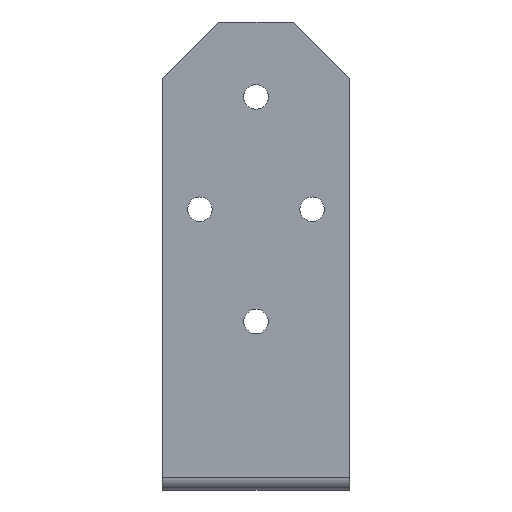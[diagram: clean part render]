
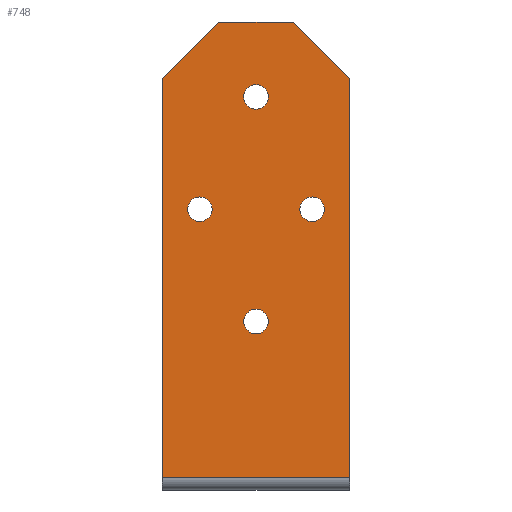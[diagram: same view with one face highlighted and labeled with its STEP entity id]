
A CAD part, left-side view. The second image highlights one B-rep face of the part: STEP entity #748.
In plain terms, the highlighted planar face has unit normal (-1, 0, 0).
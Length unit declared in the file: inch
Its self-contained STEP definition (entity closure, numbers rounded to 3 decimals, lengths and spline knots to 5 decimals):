
#3 = ORIENTED_EDGE ( 'NONE', *, *, #13, .F. ) ;
#10 = CARTESIAN_POINT ( 'NONE',  ( -0.055, -0.25, 3.07 ) ) ;
#13 = EDGE_CURVE ( 'NONE', #435, #1039, #1047, .T. ) ;
#20 = VERTEX_POINT ( 'NONE', #578 ) ;
#25 = DIRECTION ( 'NONE',  ( 0., 0., -1. ) ) ;
#34 = VERTEX_POINT ( 'NONE', #928 ) ;
#40 = CARTESIAN_POINT ( 'NONE',  ( -0.055, -0.625, -0.055 ) ) ;
#41 = EDGE_CURVE ( 'NONE', #729, #664, #620, .T. ) ;
#42 = AXIS2_PLACEMENT_3D ( 'NONE', #490, #1061, #482 ) ;
#70 = EDGE_CURVE ( 'NONE', #1039, #435, #553, .T. ) ;
#74 = DIRECTION ( 'NONE',  ( 0., 0., -1. ) ) ;
#77 = EDGE_CURVE ( 'NONE', #608, #705, #685, .T. ) ;
#90 = AXIS2_PLACEMENT_3D ( 'NONE', #719, #801, #25 ) ;
#130 = DIRECTION ( 'NONE',  ( 0., 0., -1. ) ) ;
#131 = DIRECTION ( 'NONE',  ( -1., 0., 0. ) ) ;
#150 = CIRCLE ( 'NONE', #42, 0.082 ) ;
#154 = DIRECTION ( 'NONE',  ( -1., 0., 0. ) ) ;
#162 = EDGE_CURVE ( 'NONE', #744, #614, #1033, .T. ) ;
#167 = ORIENTED_EDGE ( 'NONE', *, *, #781, .F. ) ;
#178 = FACE_BOUND ( 'NONE', #353, .T. ) ;
#201 = DIRECTION ( 'NONE',  ( 1., 0., 0. ) ) ;
#210 = ORIENTED_EDGE ( 'NONE', *, *, #77, .T. ) ;
#213 = VERTEX_POINT ( 'NONE', #632 ) ;
#217 = AXIS2_PLACEMENT_3D ( 'NONE', #819, #905, #549 ) ;
#219 = CIRCLE ( 'NONE', #90, 0.082 ) ;
#251 = CARTESIAN_POINT ( 'NONE',  ( -0.055, 0., 2.57 ) ) ;
#290 = DIRECTION ( 'NONE',  ( -1., 0., 0. ) ) ;
#291 = CARTESIAN_POINT ( 'NONE',  ( -0.055, 0.625, 2.695 ) ) ;
#315 = EDGE_CURVE ( 'NONE', #213, #571, #974, .T. ) ;
#317 = FACE_BOUND ( 'NONE', #943, .T. ) ;
#321 = VERTEX_POINT ( 'NONE', #342 ) ;
#324 = CARTESIAN_POINT ( 'NONE',  ( -0.055, 0.625, 3.07 ) ) ;
#341 = CARTESIAN_POINT ( 'NONE',  ( -0.055, -0.25, 3.07 ) ) ;
#342 = CARTESIAN_POINT ( 'NONE',  ( -0.055, -0.375, 1.738 ) ) ;
#353 = EDGE_LOOP ( 'NONE', ( #424, #3 ) ) ;
#361 = AXIS2_PLACEMENT_3D ( 'NONE', #395, #640, #130 ) ;
#363 = VERTEX_POINT ( 'NONE', #843 ) ;
#366 = CARTESIAN_POINT ( 'NONE',  ( -0.055, 0.375, 1.902 ) ) ;
#370 = CARTESIAN_POINT ( 'NONE',  ( -0.055, -0.625, 0.0275 ) ) ;
#374 = CARTESIAN_POINT ( 'NONE',  ( -0.055, 0.375, 1.738 ) ) ;
#375 = DIRECTION ( 'NONE',  ( 0., 0., -1. ) ) ;
#376 = CARTESIAN_POINT ( 'NONE',  ( -0.055, 0., 2.652 ) ) ;
#377 = ORIENTED_EDGE ( 'NONE', *, *, #918, .F. ) ;
#380 = ORIENTED_EDGE ( 'NONE', *, *, #41, .T. ) ;
#389 = DIRECTION ( 'NONE',  ( 0., 0., -1. ) ) ;
#392 = EDGE_CURVE ( 'NONE', #608, #34, #709, .T. ) ;
#395 = CARTESIAN_POINT ( 'NONE',  ( -0.055, 0.375, 1.82 ) ) ;
#416 = DIRECTION ( 'NONE',  ( 0., 0.707, 0.707 ) ) ;
#419 = EDGE_CURVE ( 'NONE', #363, #34, #430, .T. ) ;
#424 = ORIENTED_EDGE ( 'NONE', *, *, #70, .F. ) ;
#428 = AXIS2_PLACEMENT_3D ( 'NONE', #895, #131, #389 ) ;
#430 = LINE ( 'NONE', #291, #989 ) ;
#435 = VERTEX_POINT ( 'NONE', #376 ) ;
#440 = LINE ( 'NONE', #40, #707 ) ;
#449 = CARTESIAN_POINT ( 'NONE',  ( -0.055, 0.625, 0.0275 ) ) ;
#463 = ORIENTED_EDGE ( 'NONE', *, *, #392, .F. ) ;
#482 = DIRECTION ( 'NONE',  ( 0., 0., -1. ) ) ;
#490 = CARTESIAN_POINT ( 'NONE',  ( -0.055, -0.375, 1.82 ) ) ;
#505 = DIRECTION ( 'NONE',  ( -1., 0., 0. ) ) ;
#507 = CIRCLE ( 'NONE', #361, 0.082 ) ;
#513 = DIRECTION ( 'NONE',  ( 0., 0., -1. ) ) ;
#530 = LINE ( 'NONE', #324, #724 ) ;
#541 = CARTESIAN_POINT ( 'NONE',  ( -0.055, 0.625, -0.055 ) ) ;
#546 = DIRECTION ( 'NONE',  ( 0., -1., 0. ) ) ;
#549 = DIRECTION ( 'NONE',  ( 0., 0., -1. ) ) ;
#553 = CIRCLE ( 'NONE', #606, 0.082 ) ;
#571 = VERTEX_POINT ( 'NONE', #861 ) ;
#574 = ORIENTED_EDGE ( 'NONE', *, *, #860, .F. ) ;
#576 = ORIENTED_EDGE ( 'NONE', *, *, #649, .F. ) ;
#578 = CARTESIAN_POINT ( 'NONE',  ( -0.055, -0.375, 1.902 ) ) ;
#581 = CIRCLE ( 'NONE', #217, 0.082 ) ;
#588 = EDGE_LOOP ( 'NONE', ( #875, #380, #932, #757, #463, #210 ) ) ;
#606 = AXIS2_PLACEMENT_3D ( 'NONE', #799, #290, #375 ) ;
#608 = VERTEX_POINT ( 'NONE', #449 ) ;
#614 = VERTEX_POINT ( 'NONE', #366 ) ;
#620 = LINE ( 'NONE', #341, #1021 ) ;
#621 = AXIS2_PLACEMENT_3D ( 'NONE', #251, #505, #74 ) ;
#632 = CARTESIAN_POINT ( 'NONE',  ( -0.055, 0., 0.988 ) ) ;
#640 = DIRECTION ( 'NONE',  ( -1., 0., 0. ) ) ;
#649 = EDGE_CURVE ( 'NONE', #571, #213, #219, .T. ) ;
#664 = VERTEX_POINT ( 'NONE', #10 ) ;
#666 = CARTESIAN_POINT ( 'NONE',  ( -0.055, 0., 1.07 ) ) ;
#672 = VECTOR ( 'NONE', #868, 39.37008 ) ;
#685 = LINE ( 'NONE', #879, #1074 ) ;
#688 = ORIENTED_EDGE ( 'NONE', *, *, #162, .F. ) ;
#704 = DIRECTION ( 'NONE',  ( 0., 0.707, -0.707 ) ) ;
#705 = VERTEX_POINT ( 'NONE', #370 ) ;
#707 = VECTOR ( 'NONE', #815, 39.37008 ) ;
#709 = LINE ( 'NONE', #541, #672 ) ;
#712 = PLANE ( 'NONE',  #837 ) ;
#719 = CARTESIAN_POINT ( 'NONE',  ( -0.055, 0., 1.07 ) ) ;
#724 = VECTOR ( 'NONE', #835, 39.37008 ) ;
#729 = VERTEX_POINT ( 'NONE', #956 ) ;
#744 = VERTEX_POINT ( 'NONE', #374 ) ;
#748 = ADVANCED_FACE ( 'NONE', ( #178, #844, #317, #833, #987 ), #712, .F. ) ;
#757 = ORIENTED_EDGE ( 'NONE', *, *, #419, .T. ) ;
#781 = EDGE_CURVE ( 'NONE', #614, #744, #507, .T. ) ;
#799 = CARTESIAN_POINT ( 'NONE',  ( -0.055, 0., 2.57 ) ) ;
#801 = DIRECTION ( 'NONE',  ( -1., 0., 0. ) ) ;
#815 = DIRECTION ( 'NONE',  ( 0., 0., 1. ) ) ;
#819 = CARTESIAN_POINT ( 'NONE',  ( -0.055, -0.375, 1.82 ) ) ;
#833 = FACE_BOUND ( 'NONE', #981, .T. ) ;
#835 = DIRECTION ( 'NONE',  ( 0., -1., 0. ) ) ;
#837 = AXIS2_PLACEMENT_3D ( 'NONE', #1032, #201, #1048 ) ;
#843 = CARTESIAN_POINT ( 'NONE',  ( -0.055, 0.25, 3.07 ) ) ;
#844 = FACE_BOUND ( 'NONE', #954, .T. ) ;
#855 = EDGE_CURVE ( 'NONE', #705, #729, #440, .T. ) ;
#860 = EDGE_CURVE ( 'NONE', #20, #321, #150, .T. ) ;
#861 = CARTESIAN_POINT ( 'NONE',  ( -0.055, 0., 1.152 ) ) ;
#868 = DIRECTION ( 'NONE',  ( 0., 0., 1. ) ) ;
#875 = ORIENTED_EDGE ( 'NONE', *, *, #855, .T. ) ;
#879 = CARTESIAN_POINT ( 'NONE',  ( -0.055, 0.625, 0.0275 ) ) ;
#895 = CARTESIAN_POINT ( 'NONE',  ( -0.055, 0.375, 1.82 ) ) ;
#905 = DIRECTION ( 'NONE',  ( -1., 0., 0. ) ) ;
#906 = AXIS2_PLACEMENT_3D ( 'NONE', #666, #154, #513 ) ;
#918 = EDGE_CURVE ( 'NONE', #321, #20, #581, .T. ) ;
#928 = CARTESIAN_POINT ( 'NONE',  ( -0.055, 0.625, 2.695 ) ) ;
#932 = ORIENTED_EDGE ( 'NONE', *, *, #999, .F. ) ;
#943 = EDGE_LOOP ( 'NONE', ( #377, #574 ) ) ;
#954 = EDGE_LOOP ( 'NONE', ( #688, #167 ) ) ;
#956 = CARTESIAN_POINT ( 'NONE',  ( -0.055, -0.625, 2.695 ) ) ;
#974 = CIRCLE ( 'NONE', #906, 0.082 ) ;
#981 = EDGE_LOOP ( 'NONE', ( #1067, #576 ) ) ;
#985 = CARTESIAN_POINT ( 'NONE',  ( -0.055, 0., 2.488 ) ) ;
#987 = FACE_OUTER_BOUND ( 'NONE', #588, .T. ) ;
#989 = VECTOR ( 'NONE', #704, 39.37008 ) ;
#999 = EDGE_CURVE ( 'NONE', #363, #664, #530, .T. ) ;
#1021 = VECTOR ( 'NONE', #416, 39.37008 ) ;
#1032 = CARTESIAN_POINT ( 'NONE',  ( -0.055, 0.625, -0.055 ) ) ;
#1033 = CIRCLE ( 'NONE', #428, 0.082 ) ;
#1039 = VERTEX_POINT ( 'NONE', #985 ) ;
#1047 = CIRCLE ( 'NONE', #621, 0.082 ) ;
#1048 = DIRECTION ( 'NONE',  ( 0., 0., -1. ) ) ;
#1061 = DIRECTION ( 'NONE',  ( -1., 0., 0. ) ) ;
#1067 = ORIENTED_EDGE ( 'NONE', *, *, #315, .F. ) ;
#1074 = VECTOR ( 'NONE', #546, 39.37008 ) ;
